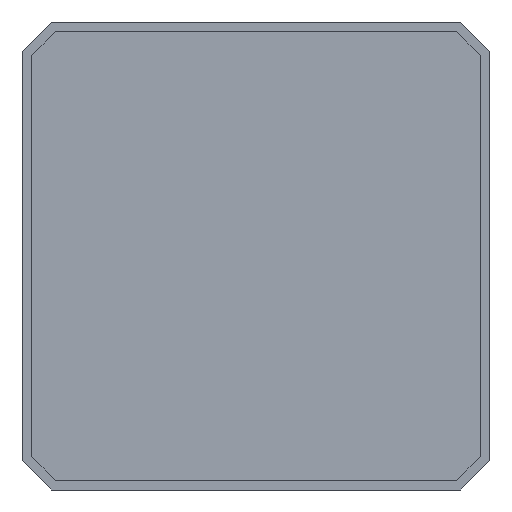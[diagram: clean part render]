
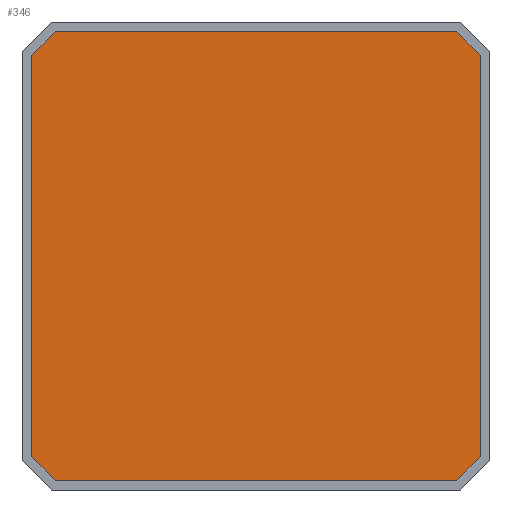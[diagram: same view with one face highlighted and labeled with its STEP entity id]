
A CAD part, left-side view. The second image highlights one B-rep face of the part: STEP entity #346.
In plain terms, the highlighted planar face has unit normal (-1, 0, 0).
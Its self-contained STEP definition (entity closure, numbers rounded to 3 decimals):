
#16=FACE_OUTER_BOUND('',#35,.T.);
#35=EDGE_LOOP('',(#231,#232,#233,#234,#235,#236,#237,#238));
#55=LINE('',#490,#103);
#56=LINE('',#492,#104);
#57=LINE('',#494,#105);
#58=LINE('',#496,#106);
#59=LINE('',#498,#107);
#60=LINE('',#500,#108);
#61=LINE('',#502,#109);
#62=LINE('',#503,#110);
#103=VECTOR('',#402,10.);
#104=VECTOR('',#403,10.);
#105=VECTOR('',#404,10.);
#106=VECTOR('',#405,10.);
#107=VECTOR('',#406,10.);
#108=VECTOR('',#407,10.);
#109=VECTOR('',#408,10.);
#110=VECTOR('',#409,10.);
#151=VERTEX_POINT('',#488);
#152=VERTEX_POINT('',#489);
#153=VERTEX_POINT('',#491);
#154=VERTEX_POINT('',#493);
#155=VERTEX_POINT('',#495);
#156=VERTEX_POINT('',#497);
#157=VERTEX_POINT('',#499);
#158=VERTEX_POINT('',#501);
#183=EDGE_CURVE('',#151,#152,#55,.T.);
#184=EDGE_CURVE('',#153,#151,#56,.T.);
#185=EDGE_CURVE('',#154,#153,#57,.T.);
#186=EDGE_CURVE('',#155,#154,#58,.T.);
#187=EDGE_CURVE('',#156,#155,#59,.T.);
#188=EDGE_CURVE('',#157,#156,#60,.T.);
#189=EDGE_CURVE('',#158,#157,#61,.T.);
#190=EDGE_CURVE('',#152,#158,#62,.T.);
#231=ORIENTED_EDGE('',*,*,#183,.F.);
#232=ORIENTED_EDGE('',*,*,#184,.F.);
#233=ORIENTED_EDGE('',*,*,#185,.F.);
#234=ORIENTED_EDGE('',*,*,#186,.F.);
#235=ORIENTED_EDGE('',*,*,#187,.F.);
#236=ORIENTED_EDGE('',*,*,#188,.F.);
#237=ORIENTED_EDGE('',*,*,#189,.F.);
#238=ORIENTED_EDGE('',*,*,#190,.F.);
#327=PLANE('',#379);
#346=ADVANCED_FACE('',(#16),#327,.T.);
#379=AXIS2_PLACEMENT_3D('',#487,#400,#401);
#400=DIRECTION('center_axis',(-1.,0.,0.));
#401=DIRECTION('ref_axis',(0.,0.,1.));
#402=DIRECTION('',(0.,-0.707,0.707));
#403=DIRECTION('',(0.,0.,1.));
#404=DIRECTION('',(0.,0.707,0.707));
#405=DIRECTION('',(0.,1.,0.));
#406=DIRECTION('',(0.,0.707,-0.707));
#407=DIRECTION('',(0.,0.,-1.));
#408=DIRECTION('',(0.,-0.707,-0.707));
#409=DIRECTION('',(0.,-1.,0.));
#487=CARTESIAN_POINT('Origin',(-2.,0.,0.));
#488=CARTESIAN_POINT('',(-2.,23.,20.586));
#489=CARTESIAN_POINT('',(-2.,20.586,23.));
#490=CARTESIAN_POINT('',(-2.,22.396,21.189));
#491=CARTESIAN_POINT('',(-2.,23.,-20.586));
#492=CARTESIAN_POINT('',(-2.,23.,-10.293));
#493=CARTESIAN_POINT('',(-2.,20.586,-23.));
#494=CARTESIAN_POINT('',(-2.,21.189,-22.396));
#495=CARTESIAN_POINT('',(-2.,-20.586,-23.));
#496=CARTESIAN_POINT('',(-2.,-10.293,-23.));
#497=CARTESIAN_POINT('',(-2.,-23.,-20.586));
#498=CARTESIAN_POINT('',(-2.,-22.396,-21.189));
#499=CARTESIAN_POINT('',(-2.,-23.,20.586));
#500=CARTESIAN_POINT('',(-2.,-23.,10.293));
#501=CARTESIAN_POINT('',(-2.,-20.586,23.));
#502=CARTESIAN_POINT('',(-2.,-21.189,22.396));
#503=CARTESIAN_POINT('',(-2.,10.293,23.));
